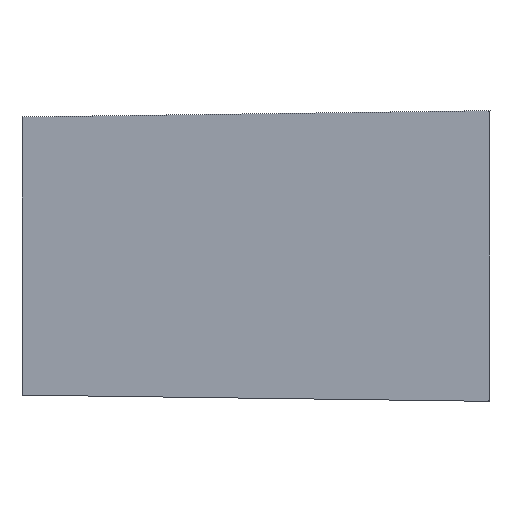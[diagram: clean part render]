
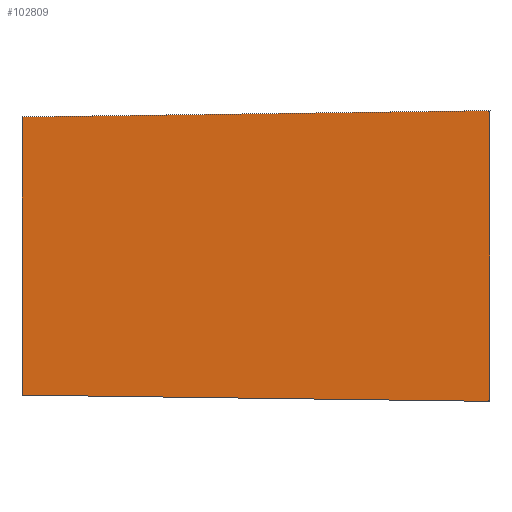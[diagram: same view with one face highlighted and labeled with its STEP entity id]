
A CAD part, top view. The second image highlights one B-rep face of the part: STEP entity #102809.
In plain terms, the highlighted planar face has unit normal (-0.047, 0, 0.999).
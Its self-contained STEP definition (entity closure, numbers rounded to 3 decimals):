
#15314 = DIRECTION ( 'NONE',  ( -0.999, 0.013, -0.047 ) ) ;
#18883 = CARTESIAN_POINT ( 'NONE',  ( 399.305, 567.863, 1063.249 ) ) ;
#23062 = EDGE_CURVE ( 'NONE', #152540, #179684, #68388, .T. ) ;
#27981 = CARTESIAN_POINT ( 'NONE',  ( -350.861, 1023.78, 1027.741 ) ) ;
#28234 = LINE ( 'NONE', #171809, #105274 ) ;
#45541 = LINE ( 'NONE', #18883, #248612 ) ;
#50999 = EDGE_CURVE ( 'NONE', #179684, #149505, #45541, .T. ) ;
#68388 = LINE ( 'NONE', #141038, #209809 ) ;
#70485 = ORIENTED_EDGE ( 'NONE', *, *, #143350, .F. ) ;
#81556 = FACE_OUTER_BOUND ( 'NONE', #160591, .T. ) ;
#87288 = AXIS2_PLACEMENT_3D ( 'NONE', #150890, #209149, #148353 ) ;
#92880 = ORIENTED_EDGE ( 'NONE', *, *, #111997, .F. ) ;
#102809 = ADVANCED_FACE ( 'NONE', ( #81556 ), #168860, .F. ) ;
#105274 = VECTOR ( 'NONE', #172627, 1000. ) ;
#105376 = ORIENTED_EDGE ( 'NONE', *, *, #23062, .F. ) ;
#111701 = CARTESIAN_POINT ( 'NONE',  ( 399.305, 567.863, 1063.249 ) ) ;
#111997 = EDGE_CURVE ( 'NONE', #162006, #152540, #28234, .T. ) ;
#133876 = CARTESIAN_POINT ( 'NONE',  ( -350.861, 577.871, 1027.741 ) ) ;
#141038 = CARTESIAN_POINT ( 'NONE',  ( -350.861, 1023.78, 1027.741 ) ) ;
#143350 = EDGE_CURVE ( 'NONE', #149505, #162006, #229346, .T. ) ;
#148353 = DIRECTION ( 'NONE',  ( -0.999, 0., -0.047 ) ) ;
#148699 = DIRECTION ( 'NONE',  ( 0.999, 0.013, 0.047 ) ) ;
#149505 = VERTEX_POINT ( 'NONE', #197748 ) ;
#150890 = CARTESIAN_POINT ( 'NONE',  ( 399.305, 567.863, 1063.249 ) ) ;
#152540 = VERTEX_POINT ( 'NONE', #27981 ) ;
#160591 = EDGE_LOOP ( 'NONE', ( #105376, #92880, #70485, #221322 ) ) ;
#162006 = VERTEX_POINT ( 'NONE', #133876 ) ;
#168860 = PLANE ( 'NONE',  #87288 ) ;
#171809 = CARTESIAN_POINT ( 'NONE',  ( -350.861, 567.863, 1027.741 ) ) ;
#172627 = DIRECTION ( 'NONE',  ( 0., 1., 0. ) ) ;
#179684 = VERTEX_POINT ( 'NONE', #244666 ) ;
#197748 = CARTESIAN_POINT ( 'NONE',  ( 399.305, 567.863, 1063.249 ) ) ;
#209149 = DIRECTION ( 'NONE',  ( 0.047, 0., -0.999 ) ) ;
#209809 = VECTOR ( 'NONE', #148699, 1000. ) ;
#221322 = ORIENTED_EDGE ( 'NONE', *, *, #50999, .F. ) ;
#223096 = VECTOR ( 'NONE', #15314, 1000. ) ;
#229346 = LINE ( 'NONE', #111701, #223096 ) ;
#237186 = DIRECTION ( 'NONE',  ( 0., -1., 0. ) ) ;
#244666 = CARTESIAN_POINT ( 'NONE',  ( 399.305, 1033.788, 1063.249 ) ) ;
#248612 = VECTOR ( 'NONE', #237186, 1000. ) ;
